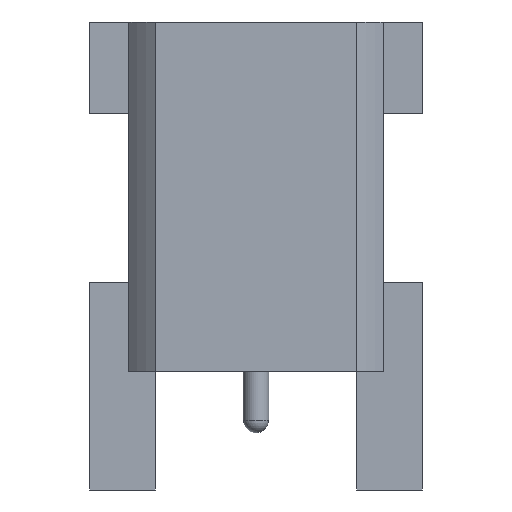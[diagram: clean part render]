
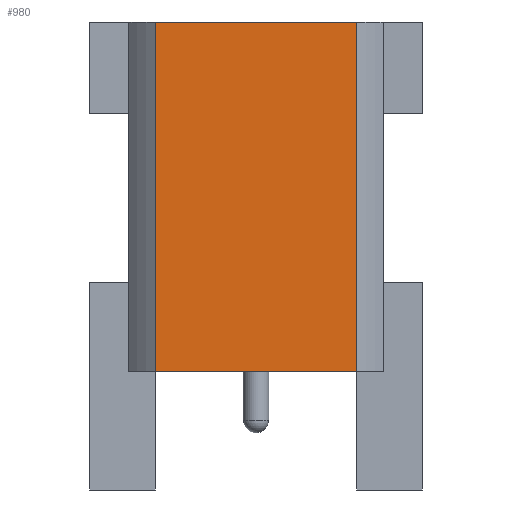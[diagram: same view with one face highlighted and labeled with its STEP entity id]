
A CAD part, front view. The second image highlights one B-rep face of the part: STEP entity #980.
In plain terms, the highlighted planar face has unit normal (0, -1, 0).
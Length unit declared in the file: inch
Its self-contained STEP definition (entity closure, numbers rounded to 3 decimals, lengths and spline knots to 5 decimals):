
#67=LINE('',#1394,#131);
#68=LINE('',#1396,#132);
#69=LINE('',#1398,#133);
#70=LINE('',#1400,#134);
#131=VECTOR('',#1166,39.37008);
#132=VECTOR('',#1169,39.37008);
#133=VECTOR('',#1170,39.37008);
#134=VECTOR('',#1171,39.37008);
#162=PLANE('',#1033);
#240=ORIENTED_EDGE('',*,*,#414,.F.);
#241=ORIENTED_EDGE('',*,*,#413,.F.);
#242=ORIENTED_EDGE('',*,*,#415,.T.);
#243=ORIENTED_EDGE('',*,*,#416,.T.);
#413=EDGE_CURVE('',#496,#495,#67,.T.);
#414=EDGE_CURVE('',#495,#497,#68,.T.);
#415=EDGE_CURVE('',#496,#498,#69,.T.);
#416=EDGE_CURVE('',#498,#497,#70,.T.);
#495=VERTEX_POINT('',#1391);
#496=VERTEX_POINT('',#1393);
#497=VERTEX_POINT('',#1397);
#498=VERTEX_POINT('',#1399);
#563=EDGE_LOOP('',(#240,#241,#242,#243));
#619=FACE_BOUND('',#563,.T.);
#980=ADVANCED_FACE('',(#619),#162,.T.);
#1033=AXIS2_PLACEMENT_3D('',#1395,#1167,#1168);
#1166=DIRECTION('',(0.,0.,1.));
#1167=DIRECTION('',(0.,-1.,0.));
#1168=DIRECTION('',(0.,0.,-1.));
#1169=DIRECTION('',(1.,0.,0.));
#1170=DIRECTION('',(1.,0.,0.));
#1171=DIRECTION('',(0.,0.,1.));
#1391=CARTESIAN_POINT('',(-0.0475,-0.0625,0.));
#1393=CARTESIAN_POINT('',(-0.0475,-0.0625,-0.165));
#1394=CARTESIAN_POINT('',(-0.0475,-0.0625,-0.165));
#1395=CARTESIAN_POINT('',(-0.0475,-0.0625,-0.165));
#1396=CARTESIAN_POINT('',(-0.0475,-0.0625,0.));
#1397=CARTESIAN_POINT('',(0.0475,-0.0625,0.));
#1398=CARTESIAN_POINT('',(-0.0475,-0.0625,-0.165));
#1399=CARTESIAN_POINT('',(0.0475,-0.0625,-0.165));
#1400=CARTESIAN_POINT('',(0.0475,-0.0625,-0.165));
